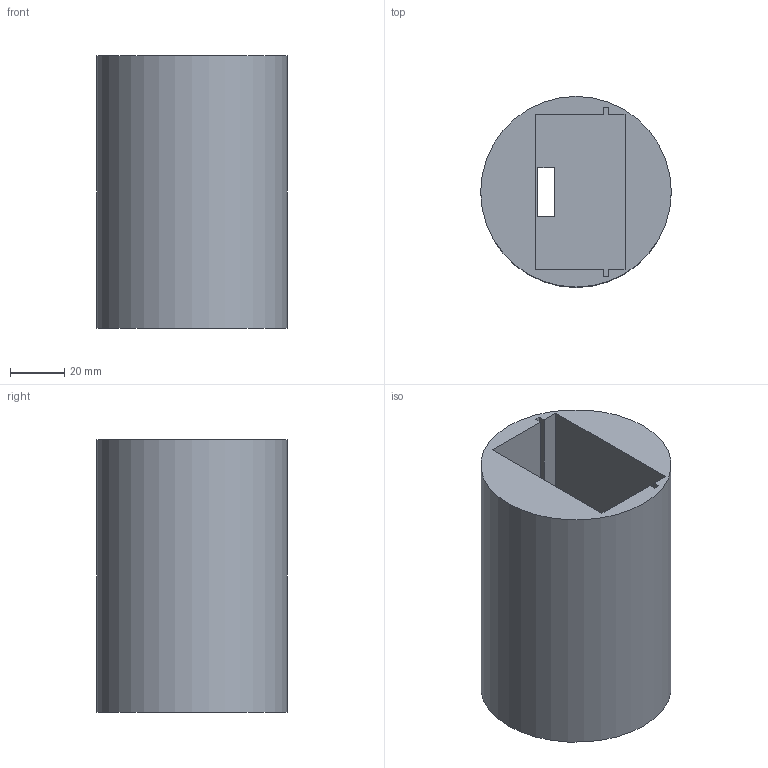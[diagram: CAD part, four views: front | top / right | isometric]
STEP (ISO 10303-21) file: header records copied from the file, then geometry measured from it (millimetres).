
FILE_DESCRIPTION(/* description */ (''),/* implementation_level */ '2;1');
FILE_NAME(/* name */ 'Zack-Zack_2018-03-02.stp',/* time_stamp */ '2018-03-02T09:24:14+01:00',/* author */ ('fschwanse'),/* organization */ (''),/* preprocessor_version */ 'ST-DEVELOPER v15.6',/* originating_system */ 'Autodesk Inventor 2015',/* authorisation */ '');
FILE_SCHEMA (('AUTOMOTIVE_DESIGN { 1 0 10303 214 3 1 1 }'));
Length unit declared in the file: millimetre
Products named in the file (1): Zack-Zack
Bounding box: 70 x 70 x 100 mm (x, y, z)
Volume: 224155.1 mm3; surface area: 46382.1 mm2
Topology: 1 solids, 1 shells, 32 faces, 87 edges, 58 vertices
Faces by surface type: plane 31, cylinder 1
Full cylindrical faces by diameter (mm): 70 x1
Entity records: 1016 total; most frequent: CARTESIAN_POINT 177, ORIENTED_EDGE 172, DIRECTION 154, EDGE_CURVE 86, LINE 84, VECTOR 84, VERTEX_POINT 58, EDGE_LOOP 36
